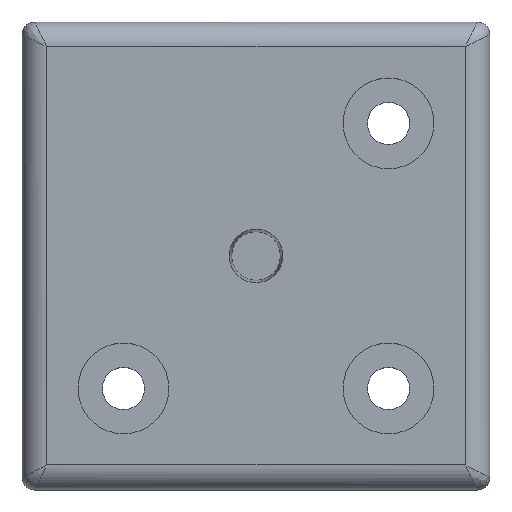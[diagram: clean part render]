
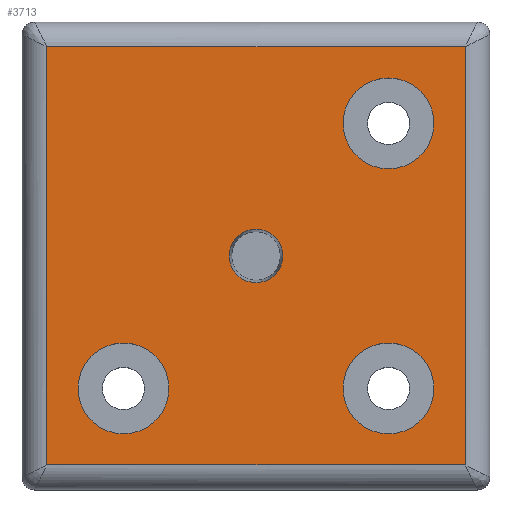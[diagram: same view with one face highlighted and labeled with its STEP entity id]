
A CAD part, top view. The second image highlights one B-rep face of the part: STEP entity #3713.
In plain terms, the highlighted planar face has unit normal (0, 0, 1).
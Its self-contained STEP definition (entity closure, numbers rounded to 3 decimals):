
#59=FACE_BOUND('',#1036,.T.);
#60=FACE_BOUND('',#1037,.T.);
#61=FACE_BOUND('',#1038,.T.);
#62=FACE_BOUND('',#1039,.T.);
#81=PLANE('',#4076);
#315=LINE('',#8747,#527);
#316=LINE('',#8749,#528);
#318=LINE('',#8752,#530);
#320=LINE('',#8755,#532);
#527=VECTOR('',#4809,10.);
#528=VECTOR('',#4812,10.);
#530=VECTOR('',#4816,10.);
#532=VECTOR('',#4820,10.);
#772=FACE_OUTER_BOUND('',#1035,.T.);
#1035=EDGE_LOOP('',(#2834,#2835,#2836,#2837));
#1036=EDGE_LOOP('',(#2838));
#1037=EDGE_LOOP('',(#2839));
#1038=EDGE_LOOP('',(#2840));
#1039=EDGE_LOOP('',(#2841));
#1321=CIRCLE('',#4077,2.15);
#1322=CIRCLE('',#4078,3.65);
#1323=CIRCLE('',#4079,3.65);
#1324=CIRCLE('',#4080,3.65);
#1707=VERTEX_POINT('',#8639);
#1708=VERTEX_POINT('',#8672);
#1711=VERTEX_POINT('',#8708);
#1713=VERTEX_POINT('',#8743);
#1714=VERTEX_POINT('',#8763);
#1715=VERTEX_POINT('',#8765);
#1716=VERTEX_POINT('',#8767);
#1717=VERTEX_POINT('',#8769);
#2111=EDGE_CURVE('',#1713,#1707,#315,.T.);
#2112=EDGE_CURVE('',#1711,#1713,#316,.T.);
#2114=EDGE_CURVE('',#1708,#1711,#318,.T.);
#2116=EDGE_CURVE('',#1707,#1708,#320,.T.);
#2120=EDGE_CURVE('',#1714,#1714,#1321,.T.);
#2121=EDGE_CURVE('',#1715,#1715,#1322,.T.);
#2122=EDGE_CURVE('',#1716,#1716,#1323,.T.);
#2123=EDGE_CURVE('',#1717,#1717,#1324,.T.);
#2834=ORIENTED_EDGE('',*,*,#2111,.F.);
#2835=ORIENTED_EDGE('',*,*,#2112,.F.);
#2836=ORIENTED_EDGE('',*,*,#2114,.F.);
#2837=ORIENTED_EDGE('',*,*,#2116,.F.);
#2838=ORIENTED_EDGE('',*,*,#2120,.F.);
#2839=ORIENTED_EDGE('',*,*,#2121,.T.);
#2840=ORIENTED_EDGE('',*,*,#2122,.T.);
#2841=ORIENTED_EDGE('',*,*,#2123,.T.);
#3713=ADVANCED_FACE('',(#772,#59,#60,#61,#62),#81,.T.);
#4076=AXIS2_PLACEMENT_3D('',#8762,#4830,#4831);
#4077=AXIS2_PLACEMENT_3D('',#8764,#4832,#4833);
#4078=AXIS2_PLACEMENT_3D('',#8766,#4834,#4835);
#4079=AXIS2_PLACEMENT_3D('',#8768,#4836,#4837);
#4080=AXIS2_PLACEMENT_3D('',#8770,#4838,#4839);
#4809=DIRECTION('',(-1.,0.,0.));
#4812=DIRECTION('',(0.,-1.,0.));
#4816=DIRECTION('',(1.,0.,0.));
#4820=DIRECTION('',(0.,1.,0.));
#4830=DIRECTION('center_axis',(0.,0.,
1.));
#4831=DIRECTION('ref_axis',(1.,0.,0.));
#4832=DIRECTION('center_axis',(0.,0.,
1.));
#4833=DIRECTION('ref_axis',(-1.,0.,0.));
#4834=DIRECTION('center_axis',(0.,0.,
-1.));
#4835=DIRECTION('ref_axis',(1.,0.,0.));
#4836=DIRECTION('center_axis',(0.,0.,
-1.));
#4837=DIRECTION('ref_axis',(1.,0.,0.));
#4838=DIRECTION('center_axis',(0.,0.,
-1.));
#4839=DIRECTION('ref_axis',(1.,0.,0.));
#8639=CARTESIAN_POINT('',(-16.8,-16.8,31.));
#8672=CARTESIAN_POINT('',(-16.8,16.8,31.));
#8708=CARTESIAN_POINT('',(16.8,16.8,31.));
#8743=CARTESIAN_POINT('',(16.8,-16.8,31.));
#8747=CARTESIAN_POINT('',(8.9,-16.8,31.));
#8749=CARTESIAN_POINT('',(16.8,8.9,31.));
#8752=CARTESIAN_POINT('',(-8.9,16.8,31.));
#8755=CARTESIAN_POINT('',(-16.8,-8.9,31.));
#8762=CARTESIAN_POINT('Origin',(0.,0.,
31.));
#8763=CARTESIAN_POINT('',(2.15,0.,31.));
#8764=CARTESIAN_POINT('Origin',(0.,0.,
31.));
#8765=CARTESIAN_POINT('',(7.,10.65,31.));
#8766=CARTESIAN_POINT('Origin',(10.65,10.65,31.));
#8767=CARTESIAN_POINT('',(7.,-10.65,31.));
#8768=CARTESIAN_POINT('Origin',(10.65,-10.65,31.));
#8769=CARTESIAN_POINT('',(-14.3,-10.65,31.));
#8770=CARTESIAN_POINT('Origin',(-10.65,-10.65,31.));
